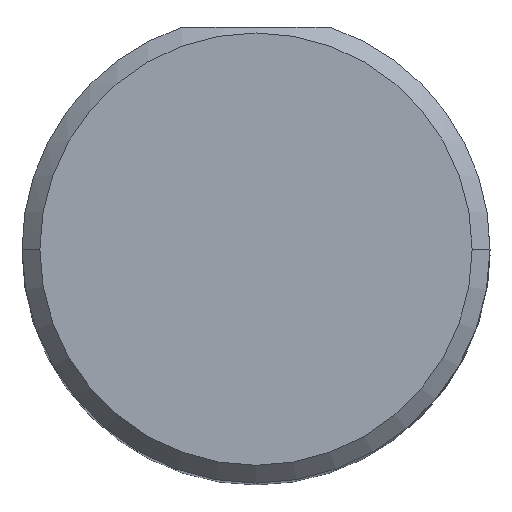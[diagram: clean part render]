
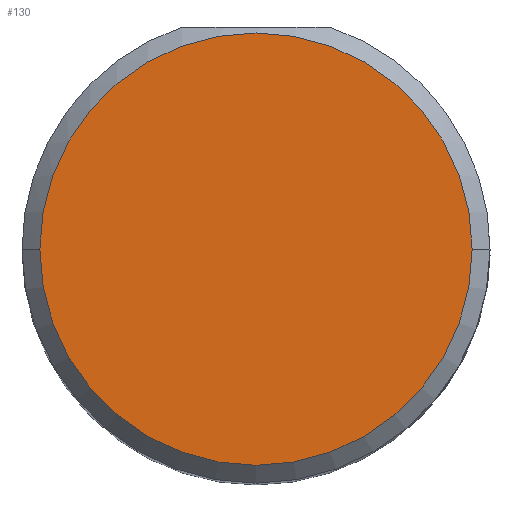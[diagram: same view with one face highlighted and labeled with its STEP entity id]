
A CAD part, top view. The second image highlights one B-rep face of the part: STEP entity #130.
In plain terms, the highlighted planar face has unit normal (0, 0, 1).
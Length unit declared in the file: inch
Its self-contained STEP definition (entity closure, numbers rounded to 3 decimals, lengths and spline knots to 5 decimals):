
#14 = DIRECTION ( 'NONE',  ( 0., 0., 1. ) ) ;
#25 = PLANE ( 'NONE',  #144 ) ;
#46 = ORIENTED_EDGE ( 'NONE', *, *, #125, .T. ) ;
#72 = CIRCLE ( 'NONE', #475, 0.18185 ) ;
#76 = DIRECTION ( 'NONE',  ( 0., 0., 1. ) ) ;
#79 = VERTEX_POINT ( 'NONE', #454 ) ;
#125 = EDGE_CURVE ( 'NONE', #211, #79, #156, .T. ) ;
#130 = ADVANCED_FACE ( 'NONE', ( #275 ), #25, .T. ) ;
#144 = AXIS2_PLACEMENT_3D ( 'NONE', #187, #76, #483 ) ;
#156 = CIRCLE ( 'NONE', #460, 0.18185 ) ;
#187 = CARTESIAN_POINT ( 'NONE',  ( 0., 0., 2.83465 ) ) ;
#211 = VERTEX_POINT ( 'NONE', #242 ) ;
#217 = EDGE_LOOP ( 'NONE', ( #46, #392 ) ) ;
#242 = CARTESIAN_POINT ( 'NONE',  ( -0.18185, 0., 2.83465 ) ) ;
#275 = FACE_OUTER_BOUND ( 'NONE', #217, .T. ) ;
#313 = DIRECTION ( 'NONE',  ( 1., 0., 0. ) ) ;
#347 = DIRECTION ( 'NONE',  ( 1., 0., 0. ) ) ;
#392 = ORIENTED_EDGE ( 'NONE', *, *, #400, .T. ) ;
#394 = CARTESIAN_POINT ( 'NONE',  ( 0., 0., 2.83465 ) ) ;
#400 = EDGE_CURVE ( 'NONE', #79, #211, #72, .T. ) ;
#409 = DIRECTION ( 'NONE',  ( 0., 0., 1. ) ) ;
#412 = CARTESIAN_POINT ( 'NONE',  ( 0., 0., 2.83465 ) ) ;
#454 = CARTESIAN_POINT ( 'NONE',  ( 0.18185, 0., 2.83465 ) ) ;
#460 = AXIS2_PLACEMENT_3D ( 'NONE', #412, #409, #313 ) ;
#475 = AXIS2_PLACEMENT_3D ( 'NONE', #394, #14, #347 ) ;
#483 = DIRECTION ( 'NONE',  ( 1., 0., 0. ) ) ;
